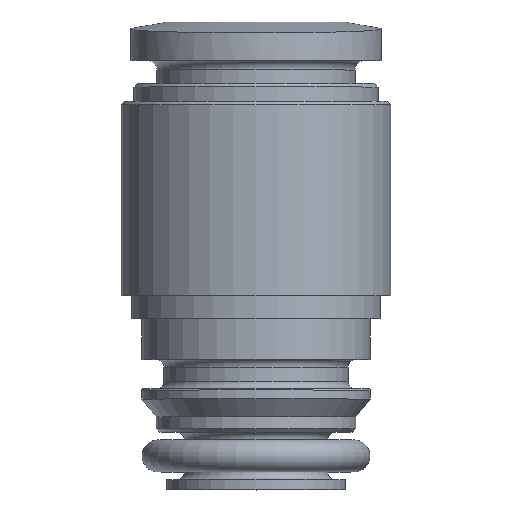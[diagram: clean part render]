
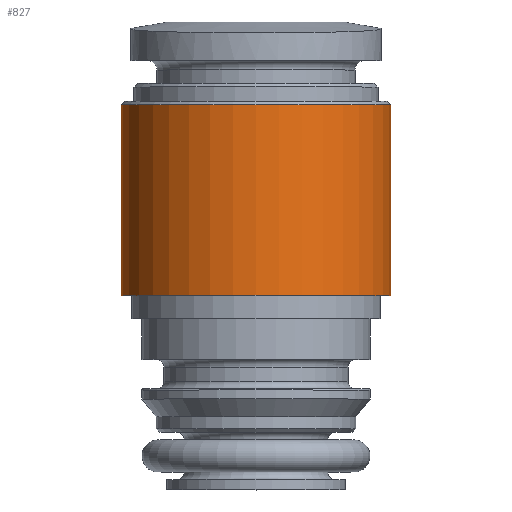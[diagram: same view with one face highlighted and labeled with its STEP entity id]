
A CAD part, top view. The second image highlights one B-rep face of the part: STEP entity #827.
In plain terms, the highlighted cylindrical face has radius 5.275 mm (diameter 10.55 mm), a full revolution.
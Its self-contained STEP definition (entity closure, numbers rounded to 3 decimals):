
#22=CYLINDRICAL_SURFACE('',#888,5.275);
#82=CIRCLE('',#887,5.275);
#83=CIRCLE('',#889,5.275);
#138=ORIENTED_EDGE('',*,*,#235,.F.);
#139=ORIENTED_EDGE('',*,*,#234,.T.);
#234=EDGE_CURVE('',#286,#286,#82,.T.);
#235=EDGE_CURVE('',#287,#287,#83,.T.);
#286=VERTEX_POINT('',#1198);
#287=VERTEX_POINT('',#1201);
#340=EDGE_LOOP('',(#138));
#341=EDGE_LOOP('',(#139));
#426=FACE_BOUND('',#340,.T.);
#427=FACE_BOUND('',#341,.T.);
#827=ADVANCED_FACE('',(#426,#427),#22,.T.);
#887=AXIS2_PLACEMENT_3D('',#1197,#997,#998);
#888=AXIS2_PLACEMENT_3D('',#1199,#999,#1000);
#889=AXIS2_PLACEMENT_3D('',#1200,#1001,#1002);
#997=DIRECTION('',(0.,-1.,0.));
#998=DIRECTION('',(0.,0.,-1.));
#999=DIRECTION('',(0.,-1.,0.));
#1000=DIRECTION('',(0.,0.,-1.));
#1001=DIRECTION('',(0.,-1.,0.));
#1002=DIRECTION('',(0.,0.,-1.));
#1197=CARTESIAN_POINT('',(0.,15.059,0.));
#1198=CARTESIAN_POINT('',(0.,15.059,-5.275));
#1199=CARTESIAN_POINT('',(0.,0.,0.));
#1200=CARTESIAN_POINT('',(0.,7.6,0.));
#1201=CARTESIAN_POINT('',(0.,7.6,-5.275));
